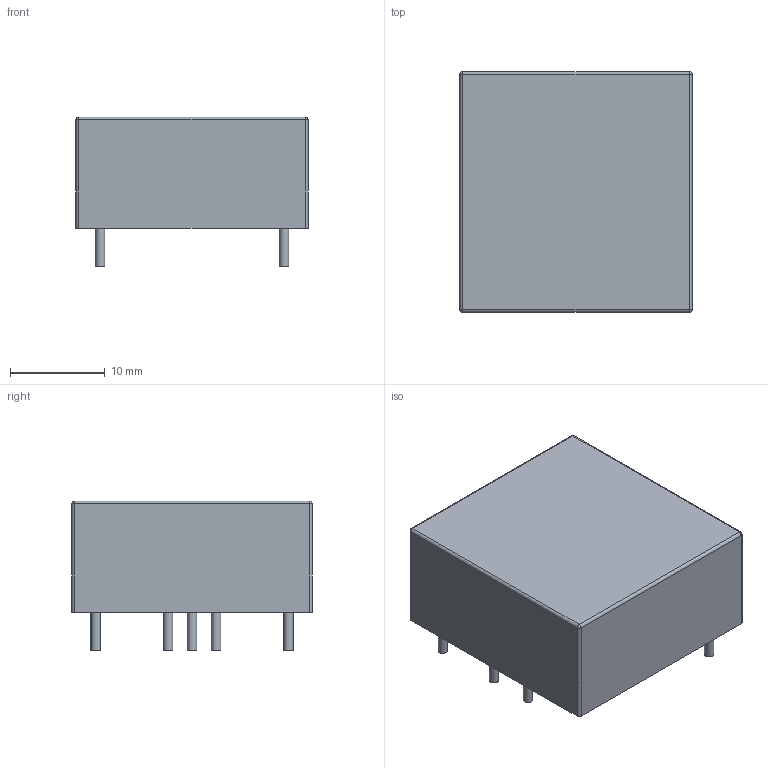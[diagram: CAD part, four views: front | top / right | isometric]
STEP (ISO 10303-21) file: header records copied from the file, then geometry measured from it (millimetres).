
FILE_DESCRIPTION(/* description */ (''),/* implementation_level */ '2;1');
FILE_NAME(/* name */ 'URAYMD20WR3.step',/* time_stamp */ '2024-02-13T16:12:21+01:00',/* author */ (''),/* organization */ (''),/* preprocessor_version */ 'ST-DEVELOPER v20',/* originating_system */ 'Autodesk Translation Framework v12.14.0.127',/* authorisation */ '');
FILE_SCHEMA (('AUTOMOTIVE_DESIGN { 1 0 10303 214 3 1 1 }'));
Length unit declared in the file: millimetre
Products named in the file (1): URA_YMD-20WR3
Bounding box: 24.5 x 25.4 x 15.8 mm (x, y, z)
Volume: 7297.4 mm3; surface area: 2470.5 mm2
Topology: 1 solids, 1 shells, 30 faces, 54 edges, 32 vertices
Faces by surface type: cylinder 14, plane 12, sphere 4
Full cylindrical faces by diameter (mm): 1 x6
Entity records: 770 total; most frequent: DIRECTION 144, CARTESIAN_POINT 117, ORIENTED_EDGE 108, AXIS2_PLACEMENT_3D 59, EDGE_CURVE 54, EDGE_LOOP 36, VERTEX_POINT 32, FACE_OUTER_BOUND 30
